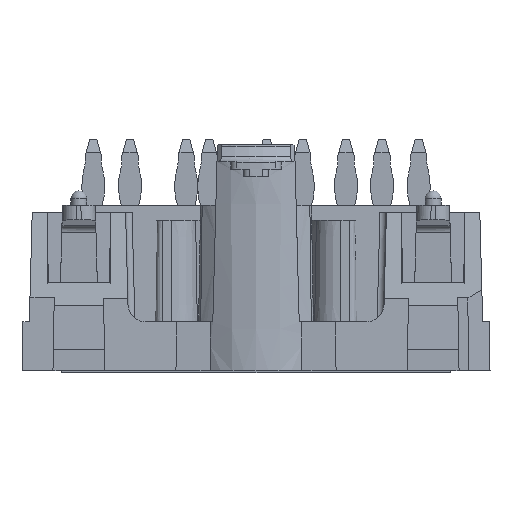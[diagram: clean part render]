
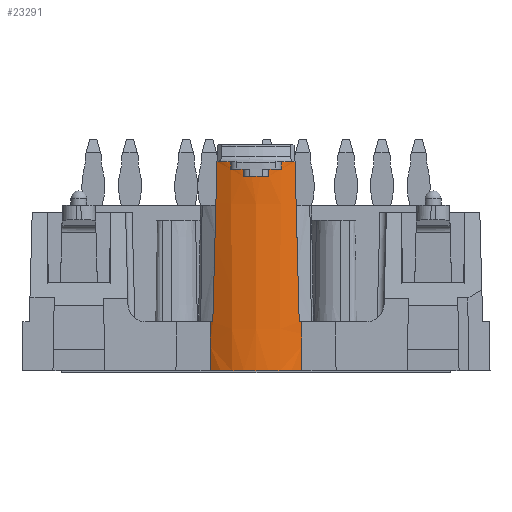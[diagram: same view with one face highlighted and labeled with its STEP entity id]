
A CAD part, left-side view. The second image highlights one B-rep face of the part: STEP entity #23291.
In plain terms, the highlighted conical face has half-angle 0.516 degrees and reference radius 5.5 mm.
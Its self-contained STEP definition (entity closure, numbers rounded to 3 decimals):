
#57=B_SPLINE_CURVE_WITH_KNOTS('',3,(#32625,#32626,#32627,#32628,#32629,
#32630,#32631),.UNSPECIFIED.,.F.,.F.,(4,3,4),(0.002,0.002,
0.002),.UNSPECIFIED.);
#58=B_SPLINE_CURVE_WITH_KNOTS('',3,(#32635,#32636,#32637,#32638,#32639,
#32640,#32641),.UNSPECIFIED.,.F.,.F.,(4,3,4),(0.002,0.002,
0.002),.UNSPECIFIED.);
#59=B_SPLINE_CURVE_WITH_KNOTS('',3,(#32645,#32646,#32647,#32648,#32649,
#32650,#32651),.UNSPECIFIED.,.F.,.F.,(4,3,4),(0.002,0.002,
0.003),.UNSPECIFIED.);
#60=B_SPLINE_CURVE_WITH_KNOTS('',3,(#32655,#32656,#32657,#32658,#32659,
#32660,#32661),.UNSPECIFIED.,.F.,.F.,(4,3,4),(0.002,0.002,
0.002),.UNSPECIFIED.);
#96=CONICAL_SURFACE('',#24485,5.5,0.009);
#109=CIRCLE('',#23989,5.469);
#223=CIRCLE('',#24377,5.5);
#226=CIRCLE('',#24382,5.5);
#243=CIRCLE('',#24405,5.6);
#246=CIRCLE('',#24487,5.595);
#247=CIRCLE('',#24488,5.591);
#248=CIRCLE('',#24489,5.595);
#249=CIRCLE('',#24490,5.6);
#972=ELLIPSE('',#24422,248.172,3.71);
#988=ELLIPSE('',#24486,283.039,6.957);
#989=ELLIPSE('',#24491,283.039,6.957);
#990=ELLIPSE('',#24492,248.172,3.71);
#2608=ORIENTED_EDGE('',*,*,#6209,.F.);
#2609=ORIENTED_EDGE('',*,*,#6911,.F.);
#2610=ORIENTED_EDGE('',*,*,#6851,.T.);
#2611=ORIENTED_EDGE('',*,*,#7019,.F.);
#2612=ORIENTED_EDGE('',*,*,#6888,.T.);
#2613=ORIENTED_EDGE('',*,*,#7020,.T.);
#2614=ORIENTED_EDGE('',*,*,#7021,.T.);
#2615=ORIENTED_EDGE('',*,*,#7022,.T.);
#2616=ORIENTED_EDGE('',*,*,#7023,.T.);
#2617=ORIENTED_EDGE('',*,*,#7024,.T.);
#2618=ORIENTED_EDGE('',*,*,#7025,.T.);
#2619=ORIENTED_EDGE('',*,*,#7026,.T.);
#2620=ORIENTED_EDGE('',*,*,#7027,.T.);
#2621=ORIENTED_EDGE('',*,*,#7028,.F.);
#2622=ORIENTED_EDGE('',*,*,#6856,.T.);
#2623=ORIENTED_EDGE('',*,*,#7029,.T.);
#6209=EDGE_CURVE('',#8745,#8746,#109,.F.);
#6851=EDGE_CURVE('',#9198,#9199,#223,.T.);
#6856=EDGE_CURVE('',#9200,#9204,#226,.T.);
#6888=EDGE_CURVE('',#9235,#9234,#243,.T.);
#6911=EDGE_CURVE('',#9198,#8745,#972,.T.);
#7019=EDGE_CURVE('',#9235,#9199,#988,.F.);
#7020=EDGE_CURVE('',#9234,#9306,#57,.T.);
#7021=EDGE_CURVE('',#9306,#9307,#246,.T.);
#7022=EDGE_CURVE('',#9307,#9308,#58,.T.);
#7023=EDGE_CURVE('',#9308,#9309,#247,.T.);
#7024=EDGE_CURVE('',#9309,#9310,#59,.T.);
#7025=EDGE_CURVE('',#9310,#9311,#248,.T.);
#7026=EDGE_CURVE('',#9311,#9312,#60,.T.);
#7027=EDGE_CURVE('',#9312,#9313,#249,.T.);
#7028=EDGE_CURVE('',#9200,#9313,#989,.F.);
#7029=EDGE_CURVE('',#9204,#8746,#990,.F.);
#8745=VERTEX_POINT('',#30720);
#8746=VERTEX_POINT('',#30722);
#9198=VERTEX_POINT('',#32253);
#9199=VERTEX_POINT('',#32256);
#9200=VERTEX_POINT('',#32260);
#9204=VERTEX_POINT('',#32267);
#9234=VERTEX_POINT('',#32332);
#9235=VERTEX_POINT('',#32334);
#9306=VERTEX_POINT('',#32632);
#9307=VERTEX_POINT('',#32634);
#9308=VERTEX_POINT('',#32642);
#9309=VERTEX_POINT('',#32644);
#9310=VERTEX_POINT('',#32652);
#9311=VERTEX_POINT('',#32654);
#9312=VERTEX_POINT('',#32662);
#9313=VERTEX_POINT('',#32664);
#14325=EDGE_LOOP('',(#2608,#2609,#2610,#2611,#2612,#2613,#2614,#2615,#2616,
#2617,#2618,#2619,#2620,#2621,#2622,#2623));
#15311=FACE_BOUND('',#14325,.T.);
#23291=ADVANCED_FACE('',(#15311),#96,.T.);
#23989=AXIS2_PLACEMENT_3D('',#30721,#25668,#25669);
#24377=AXIS2_PLACEMENT_3D('',#32257,#26861,#26862);
#24382=AXIS2_PLACEMENT_3D('',#32268,#26872,#26873);
#24405=AXIS2_PLACEMENT_3D('',#32333,#26930,#26931);
#24422=AXIS2_PLACEMENT_3D('',#32380,#26975,#26976);
#24485=AXIS2_PLACEMENT_3D('',#32623,#27191,#27192);
#24486=AXIS2_PLACEMENT_3D('',#32624,#27193,#27194);
#24487=AXIS2_PLACEMENT_3D('',#32633,#27195,#27196);
#24488=AXIS2_PLACEMENT_3D('',#32643,#27197,#27198);
#24489=AXIS2_PLACEMENT_3D('',#32653,#27199,#27200);
#24490=AXIS2_PLACEMENT_3D('',#32663,#27201,#27202);
#24491=AXIS2_PLACEMENT_3D('',#32665,#27203,#27204);
#24492=AXIS2_PLACEMENT_3D('',#32666,#27205,#27206);
#25668=DIRECTION('',(0.,0.,1.));
#25669=DIRECTION('',(1.,0.,0.));
#26861=DIRECTION('',(0.,0.,-1.));
#26862=DIRECTION('',(-1.,0.,0.));
#26872=DIRECTION('',(0.,0.,-1.));
#26873=DIRECTION('',(-1.,0.,0.));
#26930=DIRECTION('',(0.,0.,-1.));
#26931=DIRECTION('',(-1.,0.,0.));
#26975=DIRECTION('',(1.,0.,0.017));
#26976=DIRECTION('',(-0.017,0.,1.));
#27191=DIRECTION('',(0.,0.,1.));
#27192=DIRECTION('',(-1.,0.,0.));
#27193=DIRECTION('',(0.,1.,-0.026));
#27194=DIRECTION('',(0.,0.026,1.));
#27195=DIRECTION('',(0.,0.,-1.));
#27196=DIRECTION('',(-1.,0.,0.));
#27197=DIRECTION('',(0.,0.,-1.));
#27198=DIRECTION('',(-1.,0.,0.));
#27199=DIRECTION('',(0.,0.,-1.));
#27200=DIRECTION('',(-1.,0.,0.));
#27201=DIRECTION('',(0.,0.,-1.));
#27202=DIRECTION('',(-1.,0.,0.));
#27203=DIRECTION('',(0.,-1.,-0.026));
#27204=DIRECTION('',(0.,-0.026,1.));
#27205=DIRECTION('',(1.,0.,0.017));
#27206=DIRECTION('',(-0.017,0.,1.));
#30720=CARTESIAN_POINT('',(-31.941,-3.193,0.));
#30721=CARTESIAN_POINT('',(-27.5,0.,0.));
#30722=CARTESIAN_POINT('',(-31.941,3.193,0.));
#32253=CARTESIAN_POINT('',(-32.,-3.162,3.4));
#32256=CARTESIAN_POINT('',(-32.11,-3.,3.4));
#32257=CARTESIAN_POINT('',(-27.5,0.,3.4));
#32260=CARTESIAN_POINT('',(-32.11,3.,3.4));
#32267=CARTESIAN_POINT('',(-32.,3.162,3.4));
#32268=CARTESIAN_POINT('',(-27.5,0.,3.4));
#32332=CARTESIAN_POINT('',(-32.82,-1.75,14.5));
#32333=CARTESIAN_POINT('',(-27.5,0.,14.5));
#32334=CARTESIAN_POINT('',(-32.401,-2.709,14.5));
#32380=CARTESIAN_POINT('',(-29.735,0.,-126.336));
#32623=CARTESIAN_POINT('',(-27.5,0.,3.4));
#32624=CARTESIAN_POINT('',(-27.5,2.549,215.309));
#32625=CARTESIAN_POINT('',(-32.82,-1.75,14.5));
#32626=CARTESIAN_POINT('',(-32.818,-1.75,14.383));
#32627=CARTESIAN_POINT('',(-32.817,-1.75,14.266));
#32628=CARTESIAN_POINT('',(-32.816,-1.75,14.15));
#32629=CARTESIAN_POINT('',(-32.816,-1.75,14.1));
#32630=CARTESIAN_POINT('',(-32.815,-1.75,14.05));
#32631=CARTESIAN_POINT('',(-32.815,-1.75,14.));
#32632=CARTESIAN_POINT('',(-32.815,-1.75,14.));
#32633=CARTESIAN_POINT('',(-27.5,0.,14.));
#32634=CARTESIAN_POINT('',(-33.023,-0.9,14.));
#32635=CARTESIAN_POINT('',(-33.023,-0.9,14.));
#32636=CARTESIAN_POINT('',(-33.021,-0.9,13.875));
#32637=CARTESIAN_POINT('',(-33.02,-0.9,13.75));
#32638=CARTESIAN_POINT('',(-33.019,-0.9,13.625));
#32639=CARTESIAN_POINT('',(-33.019,-0.9,13.583));
#32640=CARTESIAN_POINT('',(-33.018,-0.9,13.542));
#32641=CARTESIAN_POINT('',(-33.018,-0.9,13.5));
#32642=CARTESIAN_POINT('',(-33.018,-0.9,13.5));
#32643=CARTESIAN_POINT('',(-27.5,0.,13.5));
#32644=CARTESIAN_POINT('',(-33.018,0.9,13.5));
#32645=CARTESIAN_POINT('',(-33.018,0.9,13.5));
#32646=CARTESIAN_POINT('',(-33.018,0.9,13.542));
#32647=CARTESIAN_POINT('',(-33.019,0.9,13.583));
#32648=CARTESIAN_POINT('',(-33.019,0.9,13.625));
#32649=CARTESIAN_POINT('',(-33.02,0.9,13.75));
#32650=CARTESIAN_POINT('',(-33.021,0.9,13.875));
#32651=CARTESIAN_POINT('',(-33.023,0.9,14.));
#32652=CARTESIAN_POINT('',(-33.023,0.9,14.));
#32653=CARTESIAN_POINT('',(-27.5,0.,14.));
#32654=CARTESIAN_POINT('',(-32.815,1.75,14.));
#32655=CARTESIAN_POINT('',(-32.815,1.75,14.));
#32656=CARTESIAN_POINT('',(-32.815,1.75,14.05));
#32657=CARTESIAN_POINT('',(-32.816,1.75,14.1));
#32658=CARTESIAN_POINT('',(-32.816,1.75,14.15));
#32659=CARTESIAN_POINT('',(-32.817,1.75,14.266));
#32660=CARTESIAN_POINT('',(-32.818,1.75,14.383));
#32661=CARTESIAN_POINT('',(-32.82,1.75,14.5));
#32662=CARTESIAN_POINT('',(-32.82,1.75,14.5));
#32663=CARTESIAN_POINT('',(-27.5,0.,14.5));
#32664=CARTESIAN_POINT('',(-32.401,2.709,14.5));
#32665=CARTESIAN_POINT('',(-27.5,-2.549,215.309));
#32666=CARTESIAN_POINT('',(-29.735,0.,-126.336));
